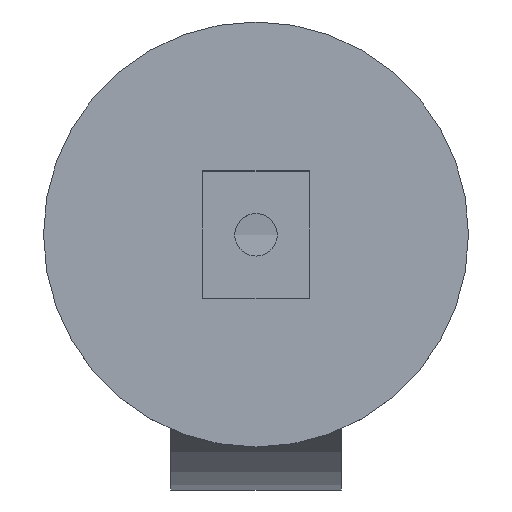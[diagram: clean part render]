
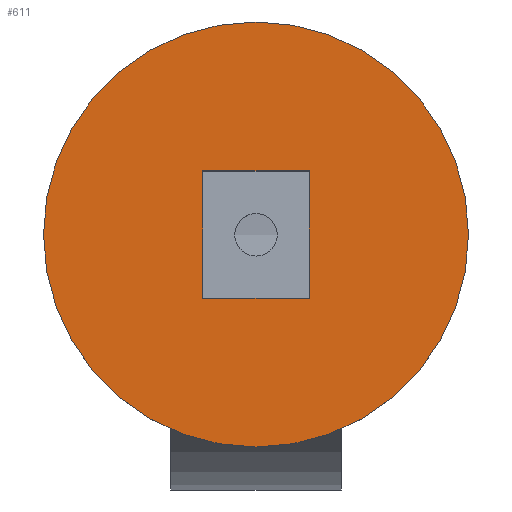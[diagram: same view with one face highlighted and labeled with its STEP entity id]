
A CAD part, top view. The second image highlights one B-rep face of the part: STEP entity #611.
In plain terms, the highlighted planar face has unit normal (0, 0, 1).
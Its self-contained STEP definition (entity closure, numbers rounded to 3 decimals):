
#25=FACE_BOUND('',#136,.T.);
#62=CIRCLE('',#660,10.);
#96=FACE_OUTER_BOUND('',#135,.T.);
#135=EDGE_LOOP('',(#474));
#136=EDGE_LOOP('',(#475,#476,#477,#478));
#171=LINE('',#970,#220);
#182=LINE('',#1013,#231);
#186=LINE('',#1021,#235);
#189=LINE('',#1025,#238);
#220=VECTOR('',#739,1000.);
#231=VECTOR('',#784,1000.);
#235=VECTOR('',#790,1000.);
#238=VECTOR('',#795,1000.);
#271=VERTEX_POINT('',#967);
#272=VERTEX_POINT('',#969);
#286=VERTEX_POINT('',#1008);
#287=VERTEX_POINT('',#1012);
#290=VERTEX_POINT('',#1019);
#332=EDGE_CURVE('',#271,#272,#171,.T.);
#351=EDGE_CURVE('',#286,#286,#62,.T.);
#353=EDGE_CURVE('',#272,#287,#182,.T.);
#357=EDGE_CURVE('',#271,#290,#186,.T.);
#360=EDGE_CURVE('',#290,#287,#189,.T.);
#474=ORIENTED_EDGE('',*,*,#351,.T.);
#475=ORIENTED_EDGE('',*,*,#357,.T.);
#476=ORIENTED_EDGE('',*,*,#360,.T.);
#477=ORIENTED_EDGE('',*,*,#353,.F.);
#478=ORIENTED_EDGE('',*,*,#332,.F.);
#588=PLANE('',#664);
#611=ADVANCED_FACE('',(#96,#25),#588,.T.);
#660=AXIS2_PLACEMENT_3D('',#1009,#779,#780);
#664=AXIS2_PLACEMENT_3D('',#1026,#796,#797);
#739=DIRECTION('',(0.,-1.,0.));
#779=DIRECTION('center_axis',(0.,0.,1.));
#780=DIRECTION('ref_axis',(1.,0.,0.));
#784=DIRECTION('',(1.,0.,0.));
#790=DIRECTION('',(1.,0.,0.));
#795=DIRECTION('',(0.,-1.,0.));
#796=DIRECTION('center_axis',(0.,0.,1.));
#797=DIRECTION('ref_axis',(1.,0.,0.));
#967=CARTESIAN_POINT('',(1.5,3.,17.));
#969=CARTESIAN_POINT('',(1.5,-3.,17.));
#970=CARTESIAN_POINT('',(1.5,0.,17.));
#1008=CARTESIAN_POINT('',(-6.,0.,17.));
#1009=CARTESIAN_POINT('Origin',(4.,0.,17.));
#1012=CARTESIAN_POINT('',(6.5,-3.,17.));
#1013=CARTESIAN_POINT('',(0.,-3.,17.));
#1019=CARTESIAN_POINT('',(6.5,3.,17.));
#1021=CARTESIAN_POINT('',(0.,3.,17.));
#1025=CARTESIAN_POINT('',(6.5,0.,17.));
#1026=CARTESIAN_POINT('Origin',(0.,0.,17.));
